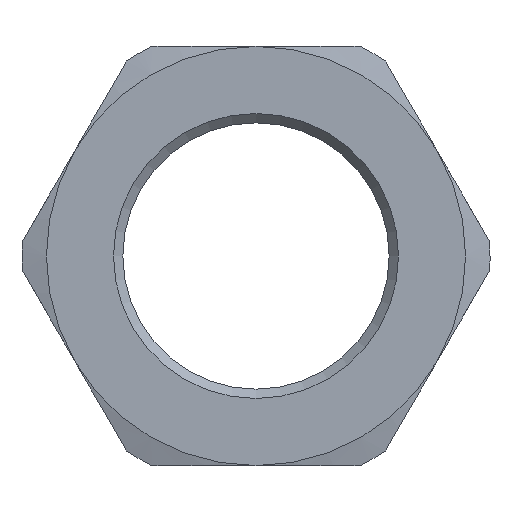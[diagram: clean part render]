
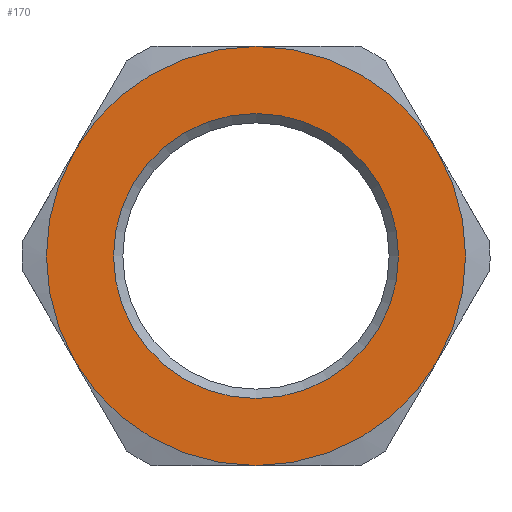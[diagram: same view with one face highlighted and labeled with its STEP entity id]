
A CAD part, left-side view. The second image highlights one B-rep face of the part: STEP entity #170.
In plain terms, the highlighted planar face has unit normal (-1, 0, 0).
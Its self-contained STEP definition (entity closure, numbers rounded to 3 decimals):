
#170 = ADVANCED_FACE( '', ( #204, #205 ), #206, .F. );
#204 = FACE_OUTER_BOUND( '', #279, .T. );
#205 = FACE_BOUND( '', #280, .T. );
#206 = PLANE( '', #281 );
#279 = EDGE_LOOP( '', ( #358, #359, #360, #361, #362, #363 ) );
#280 = EDGE_LOOP( '', ( #364 ) );
#281 = AXIS2_PLACEMENT_3D( '', #365, #366, #367 );
#358 = ORIENTED_EDGE( '', *, *, #567, .F. );
#359 = ORIENTED_EDGE( '', *, *, #568, .F. );
#360 = ORIENTED_EDGE( '', *, *, #569, .F. );
#361 = ORIENTED_EDGE( '', *, *, #570, .F. );
#362 = ORIENTED_EDGE( '', *, *, #571, .F. );
#363 = ORIENTED_EDGE( '', *, *, #565, .F. );
#364 = ORIENTED_EDGE( '', *, *, #572, .T. );
#365 = CARTESIAN_POINT( '', ( 0., 0., 0. ) );
#366 = DIRECTION( '', ( 1., 0., 0. ) );
#367 = DIRECTION( '', ( 0., 0., -1. ) );
#565 = EDGE_CURVE( '', #626, #628, #629, .T. );
#567 = EDGE_CURVE( '', #631, #626, #632, .T. );
#568 = EDGE_CURVE( '', #633, #631, #634, .T. );
#569 = EDGE_CURVE( '', #635, #633, #636, .T. );
#570 = EDGE_CURVE( '', #637, #635, #638, .T. );
#571 = EDGE_CURVE( '', #628, #637, #639, .T. );
#572 = EDGE_CURVE( '', #640, #640, #641, .T. );
#626 = VERTEX_POINT( '', #726 );
#628 = VERTEX_POINT( '', #733 );
#629 = CIRCLE( '', #734, 15. );
#631 = VERTEX_POINT( '', #741 );
#632 = CIRCLE( '', #742, 15. );
#633 = VERTEX_POINT( '', #743 );
#634 = CIRCLE( '', #744, 15. );
#635 = VERTEX_POINT( '', #745 );
#636 = CIRCLE( '', #746, 15. );
#637 = VERTEX_POINT( '', #747 );
#638 = CIRCLE( '', #748, 15. );
#639 = CIRCLE( '', #749, 15. );
#640 = VERTEX_POINT( '', #750 );
#641 = CIRCLE( '', #751, 10.2 );
#726 = CARTESIAN_POINT( '', ( 0., 12.99, 7.5 ) );
#733 = CARTESIAN_POINT( '', ( 0., 0., 15. ) );
#734 = AXIS2_PLACEMENT_3D( '', #904, #905, #906 );
#741 = CARTESIAN_POINT( '', ( 0., 12.99, -7.5 ) );
#742 = AXIS2_PLACEMENT_3D( '', #907, #908, #909 );
#743 = CARTESIAN_POINT( '', ( 0., 0., -15. ) );
#744 = AXIS2_PLACEMENT_3D( '', #910, #911, #912 );
#745 = CARTESIAN_POINT( '', ( 0., -12.99, -7.5 ) );
#746 = AXIS2_PLACEMENT_3D( '', #913, #914, #915 );
#747 = CARTESIAN_POINT( '', ( 0., -12.99, 7.5 ) );
#748 = AXIS2_PLACEMENT_3D( '', #916, #917, #918 );
#749 = AXIS2_PLACEMENT_3D( '', #919, #920, #921 );
#750 = CARTESIAN_POINT( '', ( 0., 0., -10.2 ) );
#751 = AXIS2_PLACEMENT_3D( '', #922, #923, #924 );
#904 = CARTESIAN_POINT( '', ( 0., 0., 0. ) );
#905 = DIRECTION( '', ( 1., 0., 0. ) );
#906 = DIRECTION( '', ( 0., 0., -1. ) );
#907 = CARTESIAN_POINT( '', ( 0., 0., 0. ) );
#908 = DIRECTION( '', ( 1., 0., 0. ) );
#909 = DIRECTION( '', ( 0., 0., -1. ) );
#910 = CARTESIAN_POINT( '', ( 0., 0., 0. ) );
#911 = DIRECTION( '', ( 1., 0., 0. ) );
#912 = DIRECTION( '', ( 0., 0., -1. ) );
#913 = CARTESIAN_POINT( '', ( 0., 0., 0. ) );
#914 = DIRECTION( '', ( 1., 0., 0. ) );
#915 = DIRECTION( '', ( 0., 0., -1. ) );
#916 = CARTESIAN_POINT( '', ( 0., 0., 0. ) );
#917 = DIRECTION( '', ( 1., 0., 0. ) );
#918 = DIRECTION( '', ( 0., 0., -1. ) );
#919 = CARTESIAN_POINT( '', ( 0., 0., 0. ) );
#920 = DIRECTION( '', ( 1., 0., 0. ) );
#921 = DIRECTION( '', ( 0., 0., -1. ) );
#922 = CARTESIAN_POINT( '', ( 0., 0., 0. ) );
#923 = DIRECTION( '', ( 1., 0., 0. ) );
#924 = DIRECTION( '', ( 0., 0., -1. ) );
